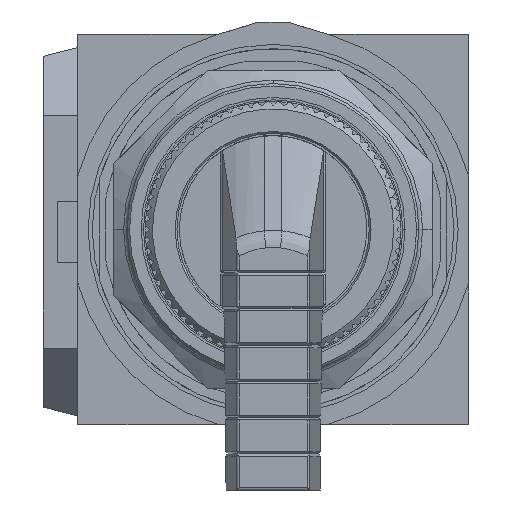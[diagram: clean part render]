
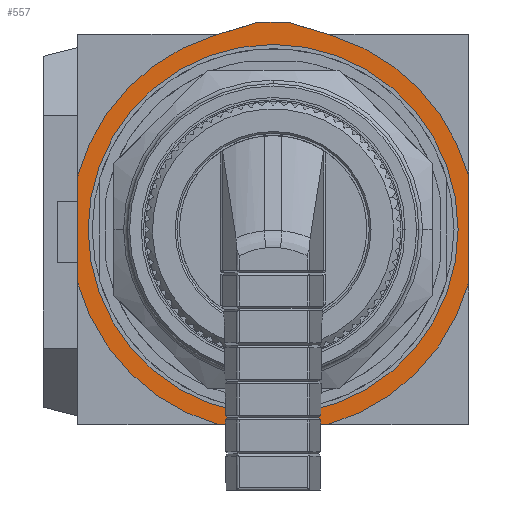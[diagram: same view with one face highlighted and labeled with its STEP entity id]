
A CAD part, front view. The second image highlights one B-rep face of the part: STEP entity #557.
In plain terms, the highlighted planar face has unit normal (0, -1, 0).
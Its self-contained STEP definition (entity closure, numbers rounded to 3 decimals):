
#64=DIRECTION('',(0.,0.,-1.));
#65=VECTOR('',#64,11.727);
#66=CARTESIAN_POINT('',(21.438,10.338,5.863));
#67=LINE('',#66,#65);
#76=CARTESIAN_POINT('',(0.,10.338,0.));
#77=DIRECTION('',(0.,1.,0.));
#78=DIRECTION('',(1.,0.,0.));
#79=AXIS2_PLACEMENT_3D('',#76,#77,#78);
#81=CARTESIAN_POINT('',(0.,10.338,0.));
#82=DIRECTION('',(0.,1.,0.));
#83=DIRECTION('',(-1.,0.,0.));
#84=AXIS2_PLACEMENT_3D('',#81,#82,#83);
#86=DIRECTION('',(-0.956,0.,-0.293));
#87=VECTOR('',#86,5.149);
#88=CARTESIAN_POINT('',(-1.588,10.338,22.758));
#89=LINE('',#88,#87);
#90=DIRECTION('',(-1.,0.,0.));
#91=VECTOR('',#90,3.175);
#92=CARTESIAN_POINT('',(1.588,10.338,22.758));
#93=LINE('',#92,#91);
#94=DIRECTION('',(-0.956,0.,0.293));
#95=VECTOR('',#94,5.149);
#96=CARTESIAN_POINT('',(6.511,10.338,21.25));
#97=LINE('',#96,#95);
#98=CARTESIAN_POINT('',(0.,10.338,0.));
#99=DIRECTION('',(0.,-1.,0.));
#100=DIRECTION('',(0.965,0.,0.264));
#101=AXIS2_PLACEMENT_3D('',#98,#99,#100);
#103=CARTESIAN_POINT('',(0.,10.338,0.));
#104=DIRECTION('',(0.,-1.,0.));
#105=DIRECTION('',(0.264,0.,-0.965));
#106=AXIS2_PLACEMENT_3D('',#103,#104,#105);
#108=CARTESIAN_POINT('',(0.,10.338,0.));
#109=DIRECTION('',(0.,-1.,0.));
#110=DIRECTION('',(-0.965,0.,-0.264));
#111=AXIS2_PLACEMENT_3D('',#108,#109,#110);
#113=CARTESIAN_POINT('',(0.,10.338,0.));
#114=DIRECTION('',(0.,-1.,0.));
#115=DIRECTION('',(-0.293,0.,0.956));
#116=AXIS2_PLACEMENT_3D('',#113,#114,#115);
#253=DIRECTION('',(0.,0.,1.));
#254=VECTOR('',#253,11.727);
#255=CARTESIAN_POINT('',(-21.438,10.338,-5.863));
#256=LINE('',#255,#254);
#282=DIRECTION('',(-1.,0.,0.));
#283=VECTOR('',#282,11.727);
#284=CARTESIAN_POINT('',(5.863,10.338,-21.438));
#285=LINE('',#284,#283);
#395=CARTESIAN_POINT('',(1.588,10.338,22.758));
#396=CARTESIAN_POINT('',(-1.588,10.338,22.758));
#397=VERTEX_POINT('',#395);
#398=VERTEX_POINT('',#396);
#399=CARTESIAN_POINT('',(6.511,10.338,21.25));
#400=VERTEX_POINT('',#399);
#401=CARTESIAN_POINT('',(21.438,10.338,5.863));
#402=VERTEX_POINT('',#401);
#403=CARTESIAN_POINT('',(21.438,10.338,-5.863));
#404=VERTEX_POINT('',#403);
#405=CARTESIAN_POINT('',(5.863,10.338,-21.438));
#406=VERTEX_POINT('',#405);
#407=CARTESIAN_POINT('',(-5.863,10.338,-21.438));
#408=VERTEX_POINT('',#407);
#409=CARTESIAN_POINT('',(-21.438,10.338,-5.863));
#410=VERTEX_POINT('',#409);
#411=CARTESIAN_POINT('',(-21.438,10.338,5.863));
#412=VERTEX_POINT('',#411);
#413=CARTESIAN_POINT('',(-6.511,10.338,21.25));
#414=VERTEX_POINT('',#413);
#419=CARTESIAN_POINT('',(20.295,10.338,0.));
#420=CARTESIAN_POINT('',(-20.295,10.338,0.));
#421=VERTEX_POINT('',#419);
#422=VERTEX_POINT('',#420);
#527=CARTESIAN_POINT('',(11.113,10.338,0.));
#528=DIRECTION('',(0.,-1.,0.));
#529=DIRECTION('',(1.,0.,0.));
#530=AXIS2_PLACEMENT_3D('',#527,#528,#529);
#531=PLANE('',#530);
#533=ORIENTED_EDGE('',*,*,#532,.F.);
#535=ORIENTED_EDGE('',*,*,#534,.F.);
#536=ORIENTED_EDGE('',*,*,#517,.F.);
#537=ORIENTED_EDGE('',*,*,#467,.F.);
#538=ORIENTED_EDGE('',*,*,#491,.T.);
#540=ORIENTED_EDGE('',*,*,#539,.F.);
#542=ORIENTED_EDGE('',*,*,#541,.T.);
#544=ORIENTED_EDGE('',*,*,#543,.F.);
#546=ORIENTED_EDGE('',*,*,#545,.T.);
#548=ORIENTED_EDGE('',*,*,#547,.F.);
#549=EDGE_LOOP('',(#533,#535,#536,#537,#538,#540,#542,#544,#546,#548));
#550=FACE_OUTER_BOUND('',#549,.F.);
#552=ORIENTED_EDGE('',*,*,#551,.F.);
#554=ORIENTED_EDGE('',*,*,#553,.F.);
#555=EDGE_LOOP('',(#552,#554));
#556=FACE_BOUND('',#555,.F.);
#80=CIRCLE('',#79,20.295);
#85=CIRCLE('',#84,20.295);
#102=CIRCLE('',#101,22.225);
#107=CIRCLE('',#106,22.225);
#112=CIRCLE('',#111,22.225);
#117=CIRCLE('',#116,22.225);
#467=EDGE_CURVE('',#402,#400,#102,.T.);
#491=EDGE_CURVE('',#402,#404,#67,.T.);
#517=EDGE_CURVE('',#400,#397,#97,.T.);
#532=EDGE_CURVE('',#398,#414,#89,.T.);
#534=EDGE_CURVE('',#397,#398,#93,.T.);
#539=EDGE_CURVE('',#406,#404,#107,.T.);
#541=EDGE_CURVE('',#406,#408,#285,.T.);
#543=EDGE_CURVE('',#410,#408,#112,.T.);
#545=EDGE_CURVE('',#410,#412,#256,.T.);
#547=EDGE_CURVE('',#414,#412,#117,.T.);
#551=EDGE_CURVE('',#421,#422,#80,.T.);
#553=EDGE_CURVE('',#422,#421,#85,.T.);
#557=ADVANCED_FACE('',(#550,#556),#531,.T.);
